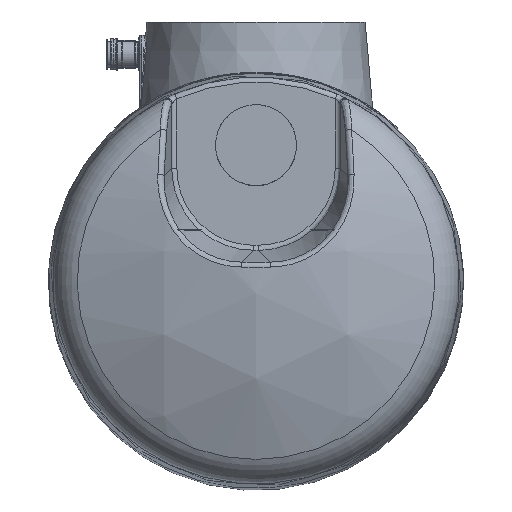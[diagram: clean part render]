
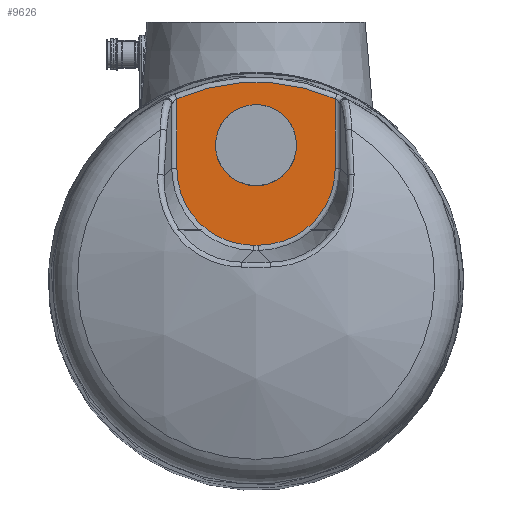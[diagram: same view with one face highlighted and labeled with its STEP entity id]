
A CAD part, top view. The second image highlights one B-rep face of the part: STEP entity #9626.
In plain terms, the highlighted planar face has unit normal (0, 0, 1).
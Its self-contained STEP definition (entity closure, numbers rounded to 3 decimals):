
#461 = ORIENTED_EDGE ( 'NONE', *, *, #1404, .T. ) ;
#572 = VERTEX_POINT ( 'NONE', #9644 ) ;
#580 = AXIS2_PLACEMENT_3D ( 'NONE', #3877, #1084, #8126 ) ;
#1084 = DIRECTION ( 'NONE',  ( 0., 0., 1. ) ) ;
#1171 = EDGE_LOOP ( 'NONE', ( #6510 ) ) ;
#1227 = EDGE_CURVE ( 'R�duction de d�tails1_39+R�duction de d�tails1_46+R�duction de d�tails1_50+R�duction de d�tails1_49', #9878, #1237, #9409, .T. ) ;
#1237 = VERTEX_POINT ( 'NONE', #10423 ) ;
#1372 = CARTESIAN_POINT ( 'NONE',  ( -308.215, -170.801, 5386. ) ) ;
#1404 = EDGE_CURVE ( 'R�duction de d�tails1_39+R�duction de d�tails1_49+R�duction de d�tails1_46+R�duction de d�tails1_52', #1237, #572, #9612, .T. ) ;
#1429 = CARTESIAN_POINT ( 'NONE',  ( -185.285, -293.731, 5386. ) ) ;
#1517 = CARTESIAN_POINT ( 'NONE',  ( 8.839, -293.731, 5386. ) ) ;
#1672 = VECTOR ( 'NONE', #9848, 1000. ) ;
#2516 = CARTESIAN_POINT ( 'NONE',  ( -8.833, -293.731, 5386. ) ) ;
#2536 = ORIENTED_EDGE ( 'NONE', *, *, #7378, .T. ) ;
#2902 = DIRECTION ( 'NONE',  ( 0., 1., 0. ) ) ;
#3322 = CIRCLE ( 'NONE', #9722, 157.5 ) ;
#3557 = FACE_BOUND ( 'NONE', #1171, .T. ) ;
#3650 = AXIS2_PLACEMENT_3D ( 'NONE', #7059, #7982, #8038 ) ;
#3877 = CARTESIAN_POINT ( 'NONE',  ( 0.003, -432.004, 5386. ) ) ;
#3986 = CARTESIAN_POINT ( 'NONE',  ( 308.221, -432.004, 5386. ) ) ;
#4008 = ORIENTED_EDGE ( 'NONE', *, *, #10050, .T. ) ;
#4080 = CARTESIAN_POINT ( 'NONE',  ( 185.291, -293.731, 5386. ) ) ;
#4183 = VERTEX_POINT ( 'NONE', #6980 ) ;
#4325 = CARTESIAN_POINT ( 'NONE',  ( -157.497, 95.496, 5386. ) ) ;
#4384 =( BOUNDED_CURVE ( )  B_SPLINE_CURVE ( 3, ( #1517, #4080, #7646, #7588 ),
 .UNSPECIFIED., .F., .T. ) 
 B_SPLINE_CURVE_WITH_KNOTS ( ( 4, 4 ),
 ( 5.513, 7.054 ),
 .UNSPECIFIED. ) 
 CURVE ( )  GEOMETRIC_REPRESENTATION_ITEM ( )  RATIONAL_B_SPLINE_CURVE ( ( 1., 0.812, 0.812, 1. ) ) 
 REPRESENTATION_ITEM ( '' )  );
#4657 = DIRECTION ( 'NONE',  ( -1., 0., 0. ) ) ;
#4923 = DIRECTION ( 'NONE',  ( 0., -1., 0. ) ) ;
#5144 = CARTESIAN_POINT ( 'NONE',  ( -308.215, 276.412, 5386. ) ) ;
#5267 = ORIENTED_EDGE ( 'NONE', *, *, #7763, .T. ) ;
#5751 = LINE ( 'NONE', #3986, #8267 ) ;
#5758 = CARTESIAN_POINT ( 'NONE',  ( -308.215, 5.651, 5386. ) ) ;
#5844 = CARTESIAN_POINT ( 'NONE',  ( -308.215, -432.004, 5386. ) ) ;
#5991 = EDGE_LOOP ( 'NONE', ( #2536, #5267, #8248, #10446, #461, #4008 ) ) ;
#6510 = ORIENTED_EDGE ( 'NONE', *, *, #7802, .F. ) ;
#6907 = VECTOR ( 'NONE', #4923, 1000. ) ;
#6951 = FACE_OUTER_BOUND ( 'NONE', #5991, .T. ) ;
#6980 = CARTESIAN_POINT ( 'NONE',  ( 308.221, 5.651, 5386. ) ) ;
#7059 = CARTESIAN_POINT ( 'NONE',  ( 0.003, -432.004, 5386. ) ) ;
#7282 = CARTESIAN_POINT ( 'NONE',  ( 308.221, 276.412, 5386. ) ) ;
#7378 = EDGE_CURVE ( 'R�duction de d�tails1_39+R�duction de d�tails1_55+R�duction de d�tails1_52+R�duction de d�tails1_56', #8689, #4183, #4384, .T. ) ;
#7588 = CARTESIAN_POINT ( 'NONE',  ( 308.221, 5.651, 5386. ) ) ;
#7646 = CARTESIAN_POINT ( 'NONE',  ( 308.221, -170.801, 5386. ) ) ;
#7763 = EDGE_CURVE ( 'R�duction de d�tails1_39+R�duction de d�tails1_56+R�duction de d�tails1_55+R�duction de d�tails1_50', #4183, #11118, #5751, .T. ) ;
#7802 = EDGE_CURVE ( 'NONE', #8808, #8808, #3322, .T. ) ;
#7982 = DIRECTION ( 'NONE',  ( 0., 0., 1. ) ) ;
#8038 = DIRECTION ( 'NONE',  ( 1., 0., 0. ) ) ;
#8126 = DIRECTION ( 'NONE',  ( 1., 0., 0. ) ) ;
#8137 = CARTESIAN_POINT ( 'NONE',  ( 0.003, -293.731, 5386. ) ) ;
#8248 = ORIENTED_EDGE ( 'NONE', *, *, #10176, .T. ) ;
#8267 = VECTOR ( 'NONE', #2902, 1000. ) ;
#8295 = CARTESIAN_POINT ( 'NONE',  ( 0.003, 95.496, 5386. ) ) ;
#8689 = VERTEX_POINT ( 'NONE', #11159 ) ;
#8797 = CIRCLE ( 'NONE', #580, 772.562 ) ;
#8808 = VERTEX_POINT ( 'NONE', #4325 ) ;
#9059 = LINE ( 'NONE', #8137, #1672 ) ;
#9409 = LINE ( 'NONE', #5844, #6907 ) ;
#9612 =( BOUNDED_CURVE ( )  B_SPLINE_CURVE ( 3, ( #5758, #1372, #1429, #2516 ),
 .UNSPECIFIED., .F., .T. ) 
 B_SPLINE_CURVE_WITH_KNOTS ( ( 4, 4 ),
 ( 5.513, 7.054 ),
 .UNSPECIFIED. ) 
 CURVE ( )  GEOMETRIC_REPRESENTATION_ITEM ( )  RATIONAL_B_SPLINE_CURVE ( ( 1., 0.812, 0.812, 1. ) ) 
 REPRESENTATION_ITEM ( '' )  );
#9626 = ADVANCED_FACE ( 'R�duction de d�tails1_39', ( #3557, #6951 ), #9754, .T. ) ;
#9644 = CARTESIAN_POINT ( 'NONE',  ( -8.833, -293.731, 5386. ) ) ;
#9722 = AXIS2_PLACEMENT_3D ( 'NONE', #8295, #9890, #4657 ) ;
#9754 = PLANE ( 'NONE',  #3650 ) ;
#9848 = DIRECTION ( 'NONE',  ( 1., 0., 0. ) ) ;
#9878 = VERTEX_POINT ( 'NONE', #5144 ) ;
#9890 = DIRECTION ( 'NONE',  ( 0., 0., 1. ) ) ;
#10050 = EDGE_CURVE ( 'R�duction de d�tails1_39+R�duction de d�tails1_52+R�duction de d�tails1_49+R�duction de d�tails1_55', #572, #8689, #9059, .T. ) ;
#10176 = EDGE_CURVE ( 'R�duction de d�tails1_39+R�duction de d�tails1_50+R�duction de d�tails1_56+R�duction de d�tails1_46', #11118, #9878, #8797, .T. ) ;
#10423 = CARTESIAN_POINT ( 'NONE',  ( -308.215, 5.651, 5386. ) ) ;
#10446 = ORIENTED_EDGE ( 'NONE', *, *, #1227, .T. ) ;
#11118 = VERTEX_POINT ( 'NONE', #7282 ) ;
#11159 = CARTESIAN_POINT ( 'NONE',  ( 8.839, -293.731, 5386. ) ) ;
